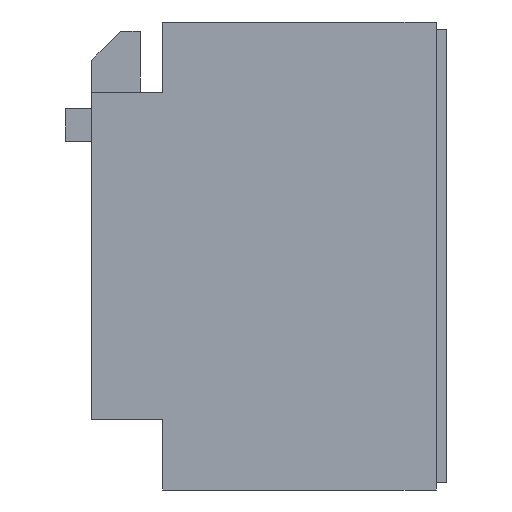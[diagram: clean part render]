
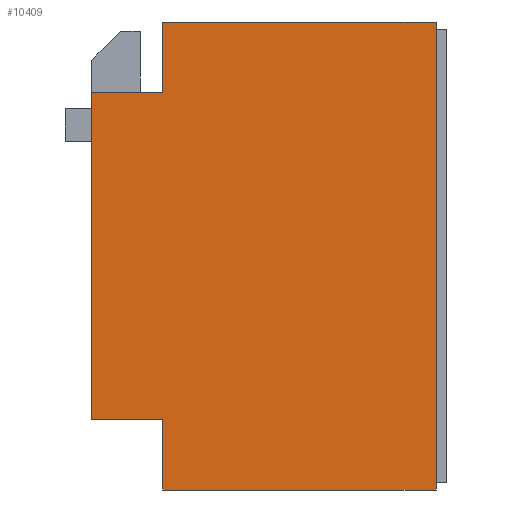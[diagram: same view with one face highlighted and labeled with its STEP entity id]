
A CAD part, left-side view. The second image highlights one B-rep face of the part: STEP entity #10409.
In plain terms, the highlighted planar face has unit normal (-1, 0, 0).
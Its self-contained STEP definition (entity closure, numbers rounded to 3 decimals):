
#9418=CARTESIAN_POINT('POINT1345',(-21.949,-7.44,
   24.511));
#9419=VERTEX_POINT('VERTEX1345',#9418);
#9422=CARTESIAN_POINT('POINT1346',(-21.949,-36.058
   ,24.511));
#9423=VERTEX_POINT('VERTEX1346',#9422);
#9424=CARTESIAN_POINT('POS2641',(-21.949,0.,
   24.511));
#9425=DIRECTION('DIR3617',(0.,1.,0.));
#9426=VECTOR('VEC1665',#9425,25.4);
#9427=LINE('STRAIGHT1665',#9424,#9426);
#9428=EDGE_CURVE('EDGE2025',#9423,#9419,#9427,.T.);
#9446=CARTESIAN_POINT('POINT1347',(-21.949,-36.058
   ,-24.511));
#9447=VERTEX_POINT('VERTEX1347',#9446);
#9448=CARTESIAN_POINT('POS2643',(-21.949,-36.058,
   -24.511));
#9449=DIRECTION('DIR3619',(0.,0.,1.));
#9450=VECTOR('VEC1667',#9449,25.4);
#9451=LINE('STRAIGHT1667',#9448,#9450);
#9452=EDGE_CURVE('EDGE2028',#9447,#9423,#9451,.T.);
#9461=CARTESIAN_POINT('POINT1348',(-21.949,-7.44,
   -24.511));
#9462=VERTEX_POINT('VERTEX1348',#9461);
#9463=CARTESIAN_POINT('POS2644',(-21.949,0.,
   -24.511));
#9464=DIRECTION('DIR3620',(0.,-1.,0.));
#9465=VECTOR('VEC1668',#9464,25.4);
#9466=LINE('STRAIGHT1668',#9463,#9465);
#9467=EDGE_CURVE('EDGE2030',#9462,#9447,#9466,.T.);
#9476=CARTESIAN_POINT('POINT1349',(-21.949,-7.44,
   -17.158));
#9477=VERTEX_POINT('VERTEX1349',#9476);
#9478=CARTESIAN_POINT('POS2645',(-21.949,-7.44,
   -26.962));
#9479=DIRECTION('DIR3621',(0.,0.,-1.));
#9480=VECTOR('VEC1669',#9479,25.4);
#9481=LINE('STRAIGHT1669',#9478,#9480);
#9482=EDGE_CURVE('EDGE2032',#9477,#9462,#9481,.T.);
#9728=CARTESIAN_POINT('POINT1364',(-21.949,0.,-17.158
   ));
#9729=VERTEX_POINT('VERTEX1364',#9728);
#9730=CARTESIAN_POINT('POS2666',(-21.949,-19.889,
   -17.158));
#9731=DIRECTION('DIR3647',(0.,-1.,0.));
#9732=VECTOR('VEC1685',#9731,25.4);
#9733=LINE('STRAIGHT1685',#9730,#9732);
#9734=EDGE_CURVE('EDGE2055',#9729,#9477,#9733,.T.);
#10368=CARTESIAN_POINT('POINT1407',(-21.949,-7.44,
   17.158));
#10369=VERTEX_POINT('VERTEX1407',#10368);
#10372=CARTESIAN_POINT('POS2738',(-21.949,-7.44,
   2.451));
#10373=DIRECTION('DIR3736',(0.,0.,-1.));
#10374=VECTOR('VEC1740',#10373,25.4);
#10375=LINE('STRAIGHT1740',#10372,#10374);
#10376=EDGE_CURVE('EDGE2118',#9419,#10369,#10375,.T.);
#10382=ORIENTED_EDGE('COEDGE4173',*,*,#9482,.T.);
#10383=ORIENTED_EDGE('COEDGE4174',*,*,#9467,.T.);
#10384=ORIENTED_EDGE('COEDGE4175',*,*,#9452,.T.);
#10385=ORIENTED_EDGE('COEDGE4176',*,*,#9428,.T.);
#10386=ORIENTED_EDGE('COEDGE4177',*,*,#10376,.T.);
#10387=CARTESIAN_POINT('POINT1408',(-21.949,0.,17.158
   ));
#10388=VERTEX_POINT('VERTEX1408',#10387);
#10389=CARTESIAN_POINT('POS2739',(-21.949,-19.889,
   17.158));
#10390=DIRECTION('DIR3737',(0.,1.,0.));
#10391=VECTOR('VEC1741',#10390,25.4);
#10392=LINE('STRAIGHT1741',#10389,#10391);
#10393=EDGE_CURVE('EDGE2119',#10369,#10388,#10392,.T.);
#10394=ORIENTED_EDGE('COEDGE4178',*,*,#10393,.T.);
#10395=CARTESIAN_POINT('POS2740',(-21.949,0.,
   -24.511));
#10396=DIRECTION('DIR3738',(0.,0.,1.));
#10397=VECTOR('VEC1742',#10396,25.4);
#10398=LINE('STRAIGHT1742',#10395,#10397);
#10399=EDGE_CURVE('EDGE2120',#9729,#10388,#10398,.T.);
#10400=ORIENTED_EDGE('COEDGE4179',*,*,#10399,.F.);
#10401=ORIENTED_EDGE('COEDGE4180',*,*,#9734,.T.);
#10402=EDGE_LOOP('NONE',(#10382,#10383,#10384,#10385,#10386,#10394,
   #10400,#10401));
#10403=FACE_BOUND('LOOP1',#10402,.T.);
#10404=CARTESIAN_POINT('POS2741',(-21.949,-36.058,
   -24.511));
#10405=DIRECTION('DIR3739',(-1.,0.,0.));
#10406=DIRECTION('DIR3740',(0.,1.,0.));
#10407=AXIS2_PLACEMENT_3D('AXIS999',#10404,#10405,#10406);
#10408=PLANE('PLANE615',#10407);
#10409=ADVANCED_FACE('FACE806',(#10403),#10408,.T.);
